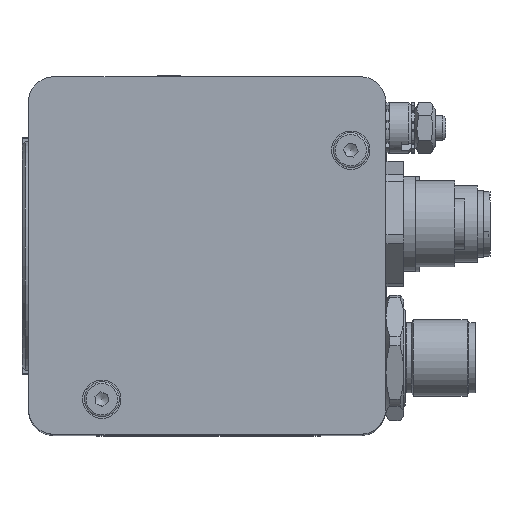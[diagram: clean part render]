
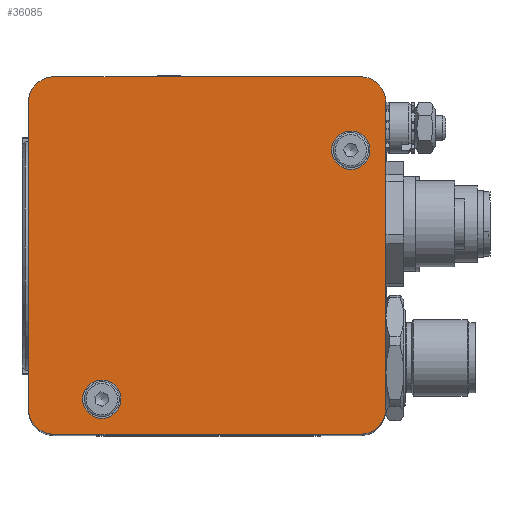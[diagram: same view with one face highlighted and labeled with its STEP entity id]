
A CAD part, top view. The second image highlights one B-rep face of the part: STEP entity #36085.
In plain terms, the highlighted face is planar.
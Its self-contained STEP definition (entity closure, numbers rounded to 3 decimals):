
#2554=LINE('',#62827,#5698);
#2558=LINE('',#62839,#5702);
#2562=LINE('',#62851,#5706);
#2565=LINE('',#62860,#5709);
#5698=VECTOR('',#44673,48.);
#5702=VECTOR('',#44685,48.);
#5706=VECTOR('',#44697,48.);
#5709=VECTOR('',#44708,48.);
#8374=PLANE('',#38763);
#9343=FACE_BOUND('',#12931,.T.);
#9344=FACE_BOUND('',#12932,.T.);
#10533=FACE_OUTER_BOUND('',#12930,.T.);
#12930=EDGE_LOOP('',(#28687,#28688,#28689,#28690,#28691,#28692,#28693,#28694));
#12931=EDGE_LOOP('',(#28695));
#12932=EDGE_LOOP('',(#28696));
#14935=CIRCLE('',#38718,3.);
#14938=CIRCLE('',#38723,3.);
#14947=CIRCLE('',#38748,4.);
#14949=CIRCLE('',#38752,4.);
#14951=CIRCLE('',#38756,4.);
#14953=CIRCLE('',#38760,4.);
#17125=VERTEX_POINT('',#62753);
#17128=VERTEX_POINT('',#62761);
#17143=VERTEX_POINT('',#62817);
#17144=VERTEX_POINT('',#62819);
#17146=VERTEX_POINT('',#62825);
#17148=VERTEX_POINT('',#62831);
#17150=VERTEX_POINT('',#62837);
#17152=VERTEX_POINT('',#62843);
#17154=VERTEX_POINT('',#62849);
#17156=VERTEX_POINT('',#62855);
#21332=EDGE_CURVE('',#17125,#17125,#14935,.T.);
#21335=EDGE_CURVE('',#17128,#17128,#14938,.T.);
#21361=EDGE_CURVE('',#17144,#17143,#14947,.T.);
#21365=EDGE_CURVE('',#17143,#17146,#2554,.T.);
#21368=EDGE_CURVE('',#17146,#17148,#14949,.T.);
#21371=EDGE_CURVE('',#17148,#17150,#2558,.T.);
#21374=EDGE_CURVE('',#17150,#17152,#14951,.T.);
#21377=EDGE_CURVE('',#17152,#17154,#2562,.T.);
#21380=EDGE_CURVE('',#17154,#17156,#14953,.T.);
#21382=EDGE_CURVE('',#17156,#17144,#2565,.T.);
#28687=ORIENTED_EDGE('',*,*,#21382,.T.);
#28688=ORIENTED_EDGE('',*,*,#21361,.T.);
#28689=ORIENTED_EDGE('',*,*,#21365,.T.);
#28690=ORIENTED_EDGE('',*,*,#21368,.T.);
#28691=ORIENTED_EDGE('',*,*,#21371,.T.);
#28692=ORIENTED_EDGE('',*,*,#21374,.T.);
#28693=ORIENTED_EDGE('',*,*,#21377,.T.);
#28694=ORIENTED_EDGE('',*,*,#21380,.T.);
#28695=ORIENTED_EDGE('',*,*,#21332,.T.);
#28696=ORIENTED_EDGE('',*,*,#21335,.T.);
#36085=ADVANCED_FACE('',(#10533,#9343,#9344),#8374,.F.);
#38718=AXIS2_PLACEMENT_3D('',#62754,#44589,#44590);
#38723=AXIS2_PLACEMENT_3D('',#62762,#44599,#44600);
#38748=AXIS2_PLACEMENT_3D('',#62820,#44666,#44667);
#38752=AXIS2_PLACEMENT_3D('',#62833,#44679,#44680);
#38756=AXIS2_PLACEMENT_3D('',#62845,#44691,#44692);
#38760=AXIS2_PLACEMENT_3D('',#62857,#44703,#44704);
#38763=AXIS2_PLACEMENT_3D('',#62862,#44711,#44712);
#44589=DIRECTION('center_axis',(0.,0.,1.));
#44590=DIRECTION('ref_axis',(-1.,0.,0.));
#44599=DIRECTION('center_axis',(0.,0.,1.));
#44600=DIRECTION('ref_axis',(-1.,0.,0.));
#44666=DIRECTION('center_axis',(0.,0.,-1.));
#44667=DIRECTION('ref_axis',(-1.,0.,0.));
#44673=DIRECTION('',(0.,-1.,0.));
#44679=DIRECTION('center_axis',(0.,0.,-1.));
#44680=DIRECTION('ref_axis',(0.,1.,0.));
#44685=DIRECTION('',(-1.,0.,0.));
#44691=DIRECTION('center_axis',(0.,0.,-1.));
#44692=DIRECTION('ref_axis',(1.,0.,0.));
#44697=DIRECTION('',(0.,1.,0.));
#44703=DIRECTION('center_axis',(0.,0.,-1.));
#44704=DIRECTION('ref_axis',(0.,-1.,0.));
#44708=DIRECTION('',(1.,0.,0.));
#44711=DIRECTION('center_axis',(0.,0.,1.));
#44712=DIRECTION('ref_axis',(1.,0.,0.));
#62753=CARTESIAN_POINT('',(47.5,11.5,0.));
#62754=CARTESIAN_POINT('Origin',(50.5,11.5,0.));
#62761=CARTESIAN_POINT('',(8.5,50.5,0.));
#62762=CARTESIAN_POINT('Origin',(11.5,50.5,0.));
#62817=CARTESIAN_POINT('',(56.,52.,0.));
#62819=CARTESIAN_POINT('',(52.,56.,0.));
#62820=CARTESIAN_POINT('Origin',(52.,52.,0.));
#62825=CARTESIAN_POINT('',(56.,4.,0.));
#62827=CARTESIAN_POINT('',(56.,52.,0.));
#62831=CARTESIAN_POINT('',(52.,0.,0.));
#62833=CARTESIAN_POINT('Origin',(52.,4.,0.));
#62837=CARTESIAN_POINT('',(4.,0.,0.));
#62839=CARTESIAN_POINT('',(52.,0.,0.));
#62843=CARTESIAN_POINT('',(0.,4.,0.));
#62845=CARTESIAN_POINT('Origin',(4.,4.,0.));
#62849=CARTESIAN_POINT('',(0.,52.,0.));
#62851=CARTESIAN_POINT('',(0.,4.,0.));
#62855=CARTESIAN_POINT('',(4.,56.,0.));
#62857=CARTESIAN_POINT('Origin',(4.,52.,0.));
#62860=CARTESIAN_POINT('',(4.,56.,0.));
#62862=CARTESIAN_POINT('Origin',(28.,28.,0.));
